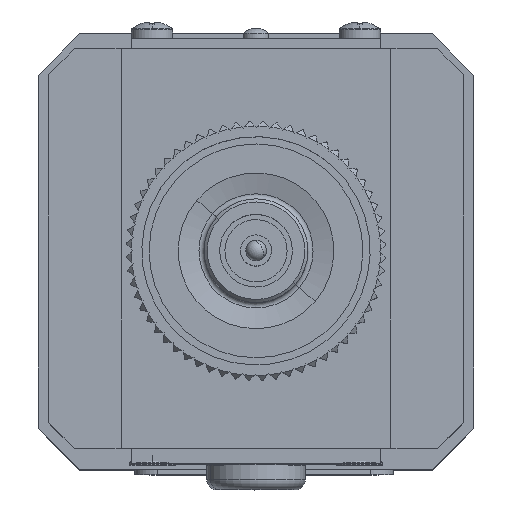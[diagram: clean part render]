
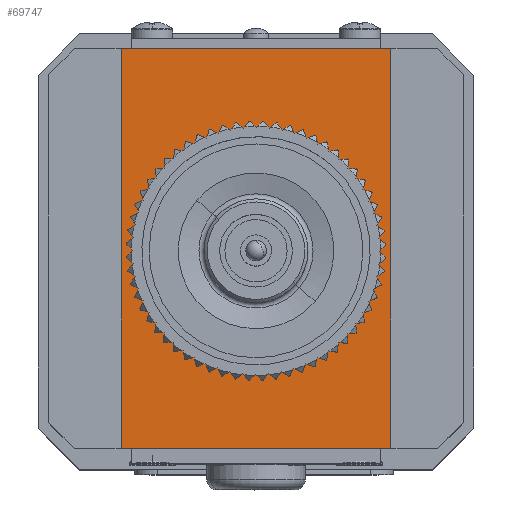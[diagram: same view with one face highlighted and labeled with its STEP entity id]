
A CAD part, top view. The second image highlights one B-rep face of the part: STEP entity #69747.
In plain terms, the highlighted planar face has unit normal (0, 0, 1).
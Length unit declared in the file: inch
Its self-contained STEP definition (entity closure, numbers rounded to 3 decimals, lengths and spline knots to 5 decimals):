
#68634 = CARTESIAN_POINT ( 'NONE',  ( -2.46906, -0.04262, 1.31827 ) ) ;
#68660 = DIRECTION ( 'NONE',  ( 0., -1., 0. ) ) ;
#68662 = VECTOR ( 'NONE', #68660, 39.37008 ) ;
#68664 = CARTESIAN_POINT ( 'NONE',  ( -2.46906, -0.04262, 1.31827 ) ) ;
#68666 = LINE ( 'NONE', #68664, #68662 ) ;
#68766 = EDGE_CURVE ( 'NONE', #68773, #68836, #68666, .T. ) ;
#68773 = VERTEX_POINT ( 'NONE', #68634 ) ;
#68825 = VERTEX_POINT ( 'NONE', #69138 ) ;
#68836 = VERTEX_POINT ( 'NONE', #69116 ) ;
#68845 = EDGE_CURVE ( 'NONE', #68825, #68854, #69186, .T. ) ;
#68854 = VERTEX_POINT ( 'NONE', #69158 ) ;
#69116 = CARTESIAN_POINT ( 'NONE',  ( -2.46906, -1.55836, 1.31827 ) ) ;
#69138 = CARTESIAN_POINT ( 'NONE',  ( -1.44544, -1.55836, 1.31827 ) ) ;
#69158 = CARTESIAN_POINT ( 'NONE',  ( -1.44544, -0.04262, 1.31827 ) ) ;
#69181 = DIRECTION ( 'NONE',  ( 0., 1., 0. ) ) ;
#69182 = VECTOR ( 'NONE', #69181, 39.37008 ) ;
#69184 = CARTESIAN_POINT ( 'NONE',  ( -1.44544, -0.04262, 1.31827 ) ) ;
#69186 = LINE ( 'NONE', #69184, #69182 ) ;
#69423 = EDGE_CURVE ( 'NONE', #68773, #68854, #71649, .T. ) ;
#69657 = ORIENTED_EDGE ( 'NONE', *, *, #71318, .T. ) ;
#69664 = ORIENTED_EDGE ( 'NONE', *, *, #69423, .F. ) ;
#69666 = ORIENTED_EDGE ( 'NONE', *, *, #68766, .T. ) ;
#69675 = EDGE_LOOP ( 'NONE', ( #69679, #69682, #69664, #69666 ) ) ;
#69679 = ORIENTED_EDGE ( 'NONE', *, *, #69696, .F. ) ;
#69682 = ORIENTED_EDGE ( 'NONE', *, *, #68845, .T. ) ;
#69696 = EDGE_CURVE ( 'NONE', #68825, #68836, #72391, .T. ) ;
#69738 = ORIENTED_EDGE ( 'NONE', *, *, #69741, .T. ) ;
#69741 = EDGE_CURVE ( 'NONE', #71322, #71320, #72534, .T. ) ;
#69747 = ADVANCED_FACE ( 'NONE', ( #72527, #72526 ), #72602, .F. ) ;
#69752 = EDGE_LOOP ( 'NONE', ( #69738, #69657 ) ) ;
#71318 = EDGE_CURVE ( 'NONE', #71320, #71322, #78443, .T. ) ;
#71320 = VERTEX_POINT ( 'NONE', #78437 ) ;
#71322 = VERTEX_POINT ( 'NONE', #78436 ) ;
#71644 = DIRECTION ( 'NONE',  ( 1., 0., 0. ) ) ;
#71645 = VECTOR ( 'NONE', #71644, 39.37008 ) ;
#71647 = CARTESIAN_POINT ( 'NONE',  ( -2.74465, -0.04262, 1.31827 ) ) ;
#71649 = LINE ( 'NONE', #71647, #71645 ) ;
#72387 = DIRECTION ( 'NONE',  ( -1., 0., 0. ) ) ;
#72389 = VECTOR ( 'NONE', #72387, 39.37008 ) ;
#72390 = CARTESIAN_POINT ( 'NONE',  ( -2.74465, -1.55836, 1.31827 ) ) ;
#72391 = LINE ( 'NONE', #72390, #72389 ) ;
#72526 = FACE_OUTER_BOUND ( 'NONE', #69675, .T. ) ;
#72527 = FACE_BOUND ( 'NONE', #69752, .T. ) ;
#72528 = DIRECTION ( 'NONE',  ( 0., 1., 0. ) ) ;
#72530 = DIRECTION ( 'NONE',  ( 0., 0., -1. ) ) ;
#72532 = CARTESIAN_POINT ( 'NONE',  ( -1.95725, -0.81033, 1.31827 ) ) ;
#72533 = AXIS2_PLACEMENT_3D ( 'NONE', #72532, #72530, #72528 ) ;
#72534 = CIRCLE ( 'NONE', #72533, 0.43307 ) ;
#72590 = DIRECTION ( 'NONE',  ( 0., 1., 0. ) ) ;
#72591 = DIRECTION ( 'NONE',  ( 0., 0., -1. ) ) ;
#72593 = CARTESIAN_POINT ( 'NONE',  ( -2.74465, -0.04262, 1.31827 ) ) ;
#72594 = AXIS2_PLACEMENT_3D ( 'NONE', #72593, #72591, #72590 ) ;
#72602 = PLANE ( 'NONE',  #72594 ) ;
#78436 = CARTESIAN_POINT ( 'NONE',  ( -1.95725, -0.37726, 1.31827 ) ) ;
#78437 = CARTESIAN_POINT ( 'NONE',  ( -1.95725, -1.2434, 1.31827 ) ) ;
#78439 = DIRECTION ( 'NONE',  ( 0., 1., 0. ) ) ;
#78440 = DIRECTION ( 'NONE',  ( 0., 0., -1. ) ) ;
#78441 = CARTESIAN_POINT ( 'NONE',  ( -1.95725, -0.81033, 1.31827 ) ) ;
#78442 = AXIS2_PLACEMENT_3D ( 'NONE', #78441, #78440, #78439 ) ;
#78443 = CIRCLE ( 'NONE', #78442, 0.43307 ) ;
